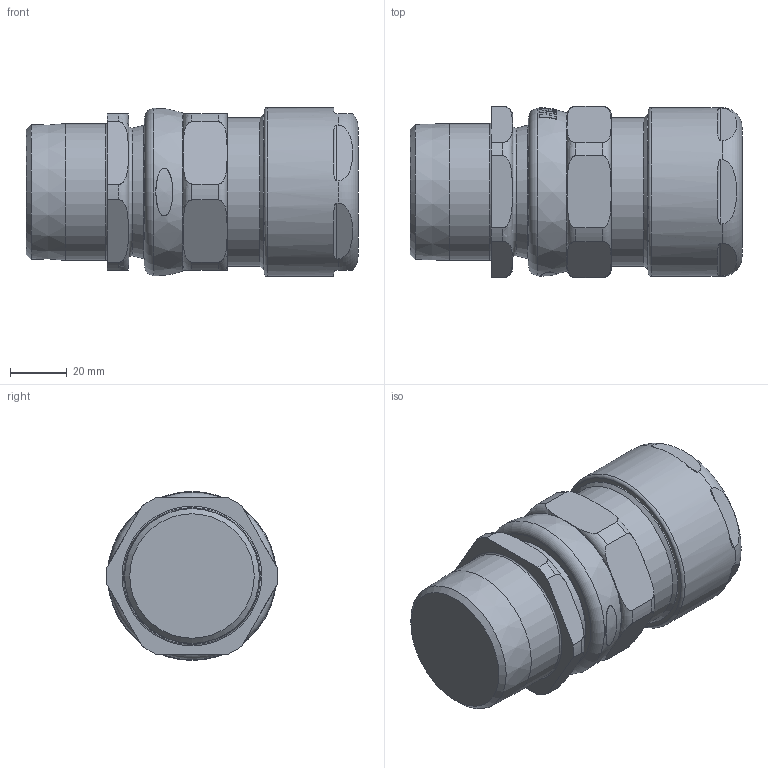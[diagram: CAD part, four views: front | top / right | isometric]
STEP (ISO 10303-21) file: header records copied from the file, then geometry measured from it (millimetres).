
FILE_DESCRIPTION(/* description */ (''),/* implementation_level */ '2;1');
FILE_NAME(/* name */ '153_UNIV_X C2_1_1_2_NPT.stp',/* time_stamp */ '2021-02-15T10:04:47+06:00',/* author */ ('vinaykumark'),/* organization */ (''),/* preprocessor_version */ 'ST-DEVELOPER v18',/* originating_system */ 'Autodesk Inventor 2020',/* authorisation */ '');
FILE_SCHEMA (('AUTOMOTIVE_DESIGN { 1 0 10303 214 3 1 1 }'));
Length unit declared in the file: inch
Products named in the file (1): 153_UNIV_X C2_1_1_2_NPT
Bounding box: 117.04 x 60.59 x 59.5 mm (x, y, z)
Surface area: 90063.1 mm2
Topology: 11 solids, 11 shells, 879 faces, 2445 edges, 1616 vertices
Faces by surface type: plane 348, cylinder 166, cone 159, torus 120, bspline 86
Full cylindrical faces by diameter (mm): 24 x1, 34.8 x1, 37.8 x2, 42 x1, 42.4 x1, 45.8 x1, 46.2 x1, 46.722 x1, 46.8 x1, 46.9 x1, 47.6 x3, 47.722 x1, 48.26 x1, 50.8 x1, 52.2 x2, 53.95 x1, 54.644 x1, 55 x1, 59.5 x1
Entity records: 33533 total; most frequent: CARTESIAN_POINT 11635, ORIENTED_EDGE 4926, DIRECTION 4031, EDGE_CURVE 2463, AXIS2_PLACEMENT_3D 1660, VERTEX_POINT 1616, EDGE_LOOP 911, FACE_OUTER_BOUND 879
